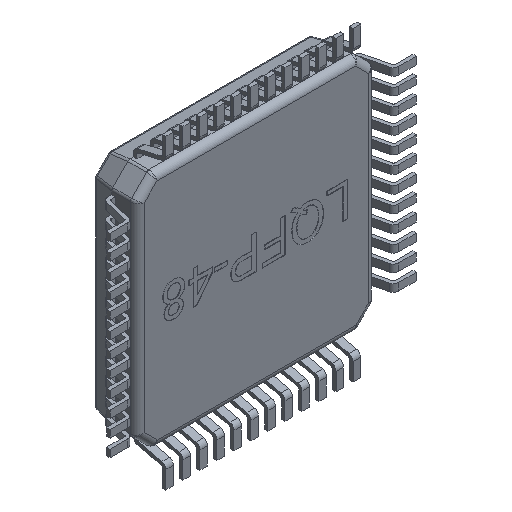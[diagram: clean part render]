
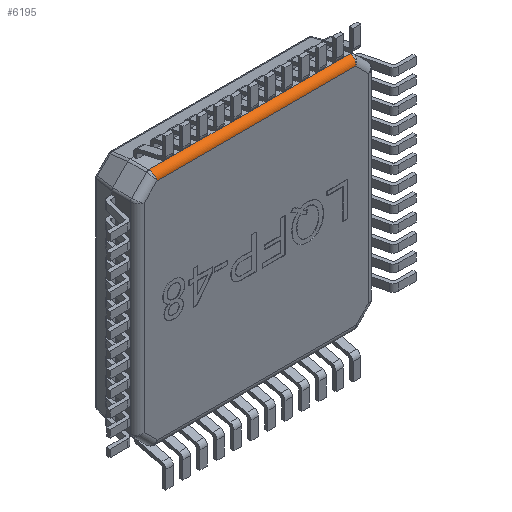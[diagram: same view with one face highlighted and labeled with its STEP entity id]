
A CAD part, isometric view. The second image highlights one B-rep face of the part: STEP entity #6195.
In plain terms, the highlighted cylindrical face has radius 0.2 mm (diameter 0.4 mm), a partial arc.
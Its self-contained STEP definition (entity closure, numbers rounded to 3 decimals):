
#826 = CARTESIAN_POINT ( 'NONE',  ( -2.959, 0.4, 3.3 ) ) ;
#1010 = VECTOR ( 'NONE', #24588, 1000. ) ;
#1974 = AXIS2_PLACEMENT_3D ( 'NONE', #826, #27448, #21605 ) ;
#3479 = VERTEX_POINT ( 'NONE', #10033 ) ;
#3840 = EDGE_CURVE ( 'NONE', #3479, #6880, #23777, .T. ) ;
#3919 = CARTESIAN_POINT ( 'NONE',  ( -2.959, 0.2, 3.3 ) ) ;
#4786 = EDGE_CURVE ( 'NONE', #3479, #32660, #14682, .T. ) ;
#4976 = ORIENTED_EDGE ( 'NONE', *, *, #4786, .T. ) ;
#6195 = ADVANCED_FACE ( 'NONE', ( #14523 ), #11730, .T. ) ;
#6427 = ORIENTED_EDGE ( 'NONE', *, *, #28526, .F. ) ;
#6880 = VERTEX_POINT ( 'NONE', #18820 ) ;
#6989 = CARTESIAN_POINT ( 'NONE',  ( 2.959, 0.4, 3.5 ) ) ;
#9203 = CARTESIAN_POINT ( 'NONE',  ( 2.917, 0.2, 3.3 ) ) ;
#10033 = CARTESIAN_POINT ( 'NONE',  ( 2.917, 0.2, 3.3 ) ) ;
#11730 = CYLINDRICAL_SURFACE ( 'NONE', #1974, 0.2 ) ;
#14523 = FACE_OUTER_BOUND ( 'NONE', #30045, .T. ) ;
#14625 = CARTESIAN_POINT ( 'NONE',  ( -2.941, 0.2, 3.417 ) ) ;
#14682 =( BOUNDED_CURVE ( )  B_SPLINE_CURVE ( 3, ( #9203, #26991, #32952, #15130 ),
 .UNSPECIFIED., .F., .F. ) 
 B_SPLINE_CURVE_WITH_KNOTS ( ( 4, 4 ),
 ( 1.571, 3.142 ),
 .UNSPECIFIED. ) 
 CURVE ( )  GEOMETRIC_REPRESENTATION_ITEM ( )  RATIONAL_B_SPLINE_CURVE ( ( 1., 0.805, 0.805, 1. ) ) 
 REPRESENTATION_ITEM ( '' )  );
#15130 = CARTESIAN_POINT ( 'NONE',  ( 2.959, 0.4, 3.5 ) ) ;
#18820 = CARTESIAN_POINT ( 'NONE',  ( -2.917, 0.2, 3.3 ) ) ;
#19099 = ORIENTED_EDGE ( 'NONE', *, *, #3840, .F. ) ;
#19948 = ORIENTED_EDGE ( 'NONE', *, *, #20276, .F. ) ;
#20276 = EDGE_CURVE ( 'NONE', #25585, #32660, #23388, .T. ) ;
#20623 = CARTESIAN_POINT ( 'NONE',  ( -2.959, 0.4, 3.5 ) ) ;
#21605 = DIRECTION ( 'NONE',  ( 0., 0., 1. ) ) ;
#23388 = LINE ( 'NONE', #6989, #31256 ) ;
#23777 = LINE ( 'NONE', #3919, #1010 ) ;
#24588 = DIRECTION ( 'NONE',  ( -1., 0., 0. ) ) ;
#24810 = DIRECTION ( 'NONE',  ( 1., 0., 0. ) ) ;
#25585 = VERTEX_POINT ( 'NONE', #29526 ) ;
#26991 = CARTESIAN_POINT ( 'NONE',  ( 2.941, 0.2, 3.417 ) ) ;
#27448 = DIRECTION ( 'NONE',  ( -1., 0., 0. ) ) ;
#28526 = EDGE_CURVE ( 'NONE', #6880, #25585, #32311, .T. ) ;
#29526 = CARTESIAN_POINT ( 'NONE',  ( -2.959, 0.4, 3.5 ) ) ;
#30045 = EDGE_LOOP ( 'NONE', ( #4976, #19948, #6427, #19099 ) ) ;
#31256 = VECTOR ( 'NONE', #24810, 1000. ) ;
#32311 =( BOUNDED_CURVE ( )  B_SPLINE_CURVE ( 3, ( #35394, #14625, #38347, #20623 ),
 .UNSPECIFIED., .F., .F. ) 
 B_SPLINE_CURVE_WITH_KNOTS ( ( 4, 4 ),
 ( 1.571, 3.142 ),
 .UNSPECIFIED. ) 
 CURVE ( )  GEOMETRIC_REPRESENTATION_ITEM ( )  RATIONAL_B_SPLINE_CURVE ( ( 1., 0.805, 0.805, 1. ) ) 
 REPRESENTATION_ITEM ( '' )  );
#32660 = VERTEX_POINT ( 'NONE', #33898 ) ;
#32952 = CARTESIAN_POINT ( 'NONE',  ( 2.959, 0.283, 3.5 ) ) ;
#33898 = CARTESIAN_POINT ( 'NONE',  ( 2.959, 0.4, 3.5 ) ) ;
#35394 = CARTESIAN_POINT ( 'NONE',  ( -2.917, 0.2, 3.3 ) ) ;
#38347 = CARTESIAN_POINT ( 'NONE',  ( -2.959, 0.283, 3.5 ) ) ;
